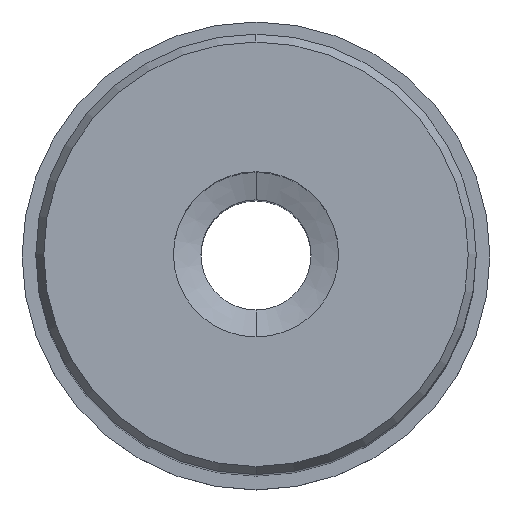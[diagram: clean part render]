
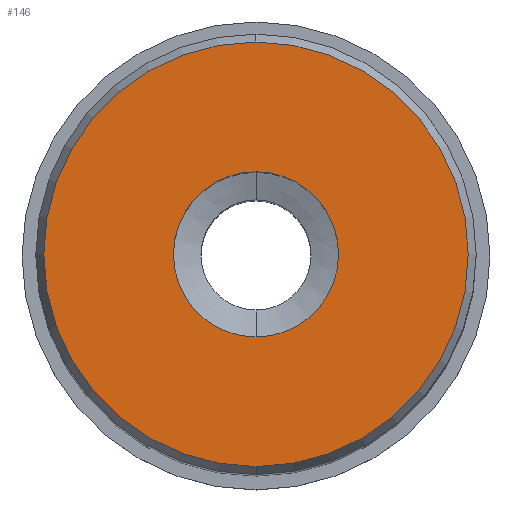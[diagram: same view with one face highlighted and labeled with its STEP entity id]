
A CAD part, top view. The second image highlights one B-rep face of the part: STEP entity #146.
In plain terms, the highlighted planar face has unit normal (0, 0, 1).
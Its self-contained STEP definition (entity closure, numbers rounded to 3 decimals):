
#134=VERTEX_POINT('NONE',#339);
#138=VERTEX_POINT('NONE',#343);
#146=ADVANCED_FACE('NONE',(#354,#355),#356,.T.);
#184=EDGE_CURVE('NONE',#198,#266,#397,.T.);
#198=VERTEX_POINT('NONE',#412);
#204=EDGE_CURVE('NONE',#134,#138,#418,.T.);
#250=EDGE_CURVE('NONE',#266,#198,#470,.T.);
#266=VERTEX_POINT('NONE',#487);
#276=EDGE_CURVE('NONE',#138,#134,#500,.T.);
#339=CARTESIAN_POINT('',(0.0,-7.711,36.0));
#343=CARTESIAN_POINT('',(0.,7.711,36.0));
#354=FACE_OUTER_BOUND('',#576,.T.);
#355=FACE_BOUND('',#577,.T.);
#356=PLANE('',#578);
#397=CIRCLE('',#636,3.0);
#412=CARTESIAN_POINT('',(0.,3.0,36.0));
#418=CIRCLE('',#664,7.711);
#470=CIRCLE('',#733,3.0);
#487=CARTESIAN_POINT('',(0.0,-3.0,36.0));
#500=CIRCLE('',#774,7.711);
#576=EDGE_LOOP('',(#860,#861));
#577=EDGE_LOOP('',(#862,#863));
#578=AXIS2_PLACEMENT_3D('',#864,#865,#866);
#636=AXIS2_PLACEMENT_3D('',#909,#910,#911);
#664=AXIS2_PLACEMENT_3D('',#933,#934,#935);
#733=AXIS2_PLACEMENT_3D('',#996,#997,#998);
#774=AXIS2_PLACEMENT_3D('',#1046,#1047,#1048);
#860=ORIENTED_EDGE('',*,*,#204,.F.);
#861=ORIENTED_EDGE('',*,*,#276,.F.);
#862=ORIENTED_EDGE('',*,*,#250,.T.);
#863=ORIENTED_EDGE('',*,*,#184,.T.);
#864=CARTESIAN_POINT('',(-7.711,0.0,36.0));
#865=DIRECTION('',(0.0,-0.0,1.0));
#866=DIRECTION('',(0.0,1.0,0.0));
#909=CARTESIAN_POINT('',(0.0,0.0,36.0));
#910=DIRECTION('',(0.0,0.0,-1.0));
#911=DIRECTION('',(0.0,-1.0,0.0));
#933=CARTESIAN_POINT('',(0.0,0.0,36.0));
#934=DIRECTION('',(0.0,0.0,-1.0));
#935=DIRECTION('',(0.0,-1.0,0.0));
#996=CARTESIAN_POINT('',(0.0,0.0,36.0));
#997=DIRECTION('',(0.0,0.0,-1.0));
#998=DIRECTION('',(0.0,-1.0,0.0));
#1046=CARTESIAN_POINT('',(0.0,0.0,36.0));
#1047=DIRECTION('',(0.0,0.0,-1.0));
#1048=DIRECTION('',(0.0,-1.0,0.0));
